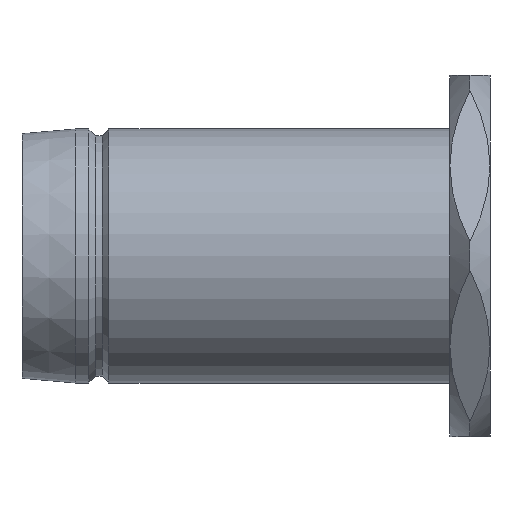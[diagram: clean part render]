
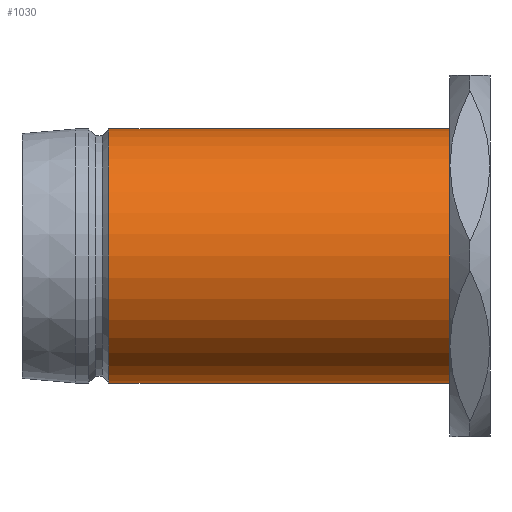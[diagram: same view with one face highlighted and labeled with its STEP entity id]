
A CAD part, front view. The second image highlights one B-rep face of the part: STEP entity #1030.
In plain terms, the highlighted cylindrical face has radius 9.5 mm (diameter 19 mm), a partial arc.
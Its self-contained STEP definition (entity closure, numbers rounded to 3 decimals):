
#38 = FACE_OUTER_BOUND ( 'NONE', #461, .T. ) ;
#43 = DIRECTION ( 'NONE',  ( -1., 0., 0. ) ) ;
#67 = ORIENTED_EDGE ( 'NONE', *, *, #1104, .T. ) ;
#93 = ORIENTED_EDGE ( 'NONE', *, *, #270, .F. ) ;
#115 = CARTESIAN_POINT ( 'NONE',  ( 0., 0., 0. ) ) ;
#117 = DIRECTION ( 'NONE',  ( 0., 0., 1. ) ) ;
#129 = CARTESIAN_POINT ( 'NONE',  ( 0., 0., 9.5 ) ) ;
#207 = CYLINDRICAL_SURFACE ( 'NONE', #446, 9.5 ) ;
#214 = DIRECTION ( 'NONE',  ( -1., 0., 0. ) ) ;
#238 = ORIENTED_EDGE ( 'NONE', *, *, #678, .F. ) ;
#261 = DIRECTION ( 'NONE',  ( -1., 0., 0. ) ) ;
#270 = EDGE_CURVE ( 'NONE', #307, #334, #989, .T. ) ;
#300 = LINE ( 'NONE', #129, #628 ) ;
#301 = CARTESIAN_POINT ( 'NONE',  ( 0., 0., -9.5 ) ) ;
#307 = VERTEX_POINT ( 'NONE', #983 ) ;
#318 = CIRCLE ( 'NONE', #586, 9.5 ) ;
#320 = AXIS2_PLACEMENT_3D ( 'NONE', #901, #714, #117 ) ;
#334 = VERTEX_POINT ( 'NONE', #385 ) ;
#385 = CARTESIAN_POINT ( 'NONE',  ( 6.5, 0., 9.5 ) ) ;
#400 = DIRECTION ( 'NONE',  ( 0., 0., 1. ) ) ;
#446 = AXIS2_PLACEMENT_3D ( 'NONE', #115, #460, #400 ) ;
#460 = DIRECTION ( 'NONE',  ( -1., 0., 0. ) ) ;
#461 = EDGE_LOOP ( 'NONE', ( #238, #859, #67, #93 ) ) ;
#481 = LINE ( 'NONE', #301, #524 ) ;
#517 = CARTESIAN_POINT ( 'NONE',  ( 32., 0., 9.5 ) ) ;
#524 = VECTOR ( 'NONE', #214, 1000. ) ;
#528 = CARTESIAN_POINT ( 'NONE',  ( 32., 0., 0. ) ) ;
#555 = EDGE_CURVE ( 'NONE', #726, #784, #318, .T. ) ;
#586 = AXIS2_PLACEMENT_3D ( 'NONE', #528, #261, #967 ) ;
#628 = VECTOR ( 'NONE', #43, 1000. ) ;
#678 = EDGE_CURVE ( 'NONE', #726, #307, #481, .T. ) ;
#714 = DIRECTION ( 'NONE',  ( -1., 0., 0. ) ) ;
#726 = VERTEX_POINT ( 'NONE', #1112 ) ;
#784 = VERTEX_POINT ( 'NONE', #517 ) ;
#859 = ORIENTED_EDGE ( 'NONE', *, *, #555, .T. ) ;
#901 = CARTESIAN_POINT ( 'NONE',  ( 6.5, 0., 0. ) ) ;
#967 = DIRECTION ( 'NONE',  ( 0., 0., 1. ) ) ;
#983 = CARTESIAN_POINT ( 'NONE',  ( 6.5, 0., -9.5 ) ) ;
#989 = CIRCLE ( 'NONE', #320, 9.5 ) ;
#1030 = ADVANCED_FACE ( 'NONE', ( #38 ), #207, .T. ) ;
#1104 = EDGE_CURVE ( 'NONE', #784, #334, #300, .T. ) ;
#1112 = CARTESIAN_POINT ( 'NONE',  ( 32., 0., -9.5 ) ) ;
